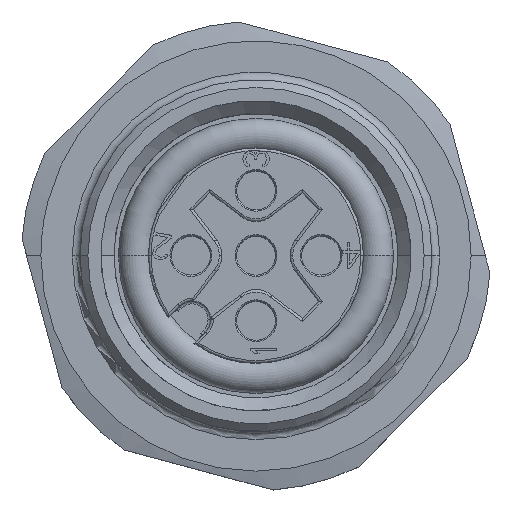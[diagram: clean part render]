
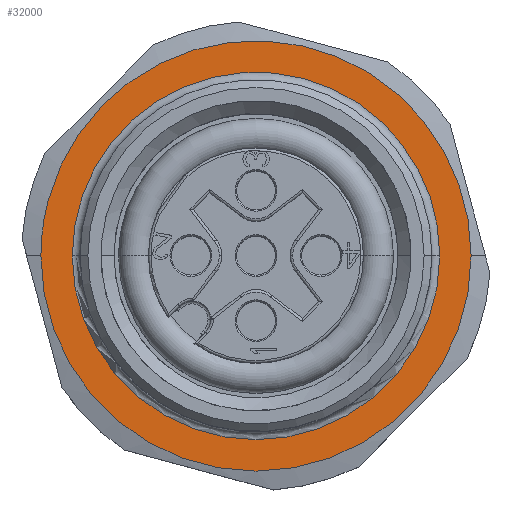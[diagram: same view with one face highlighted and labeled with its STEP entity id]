
A CAD part, top view. The second image highlights one B-rep face of the part: STEP entity #32000.
In plain terms, the highlighted planar face has unit normal (0, 0, 1).
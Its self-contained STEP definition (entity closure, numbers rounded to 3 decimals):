
#30910=CARTESIAN_POINT('',(7.05,0.,5.45));
#30920=VERTEX_POINT('',#30910);
#30950=CARTESIAN_POINT('',(0.,0.,5.45));
#30960=DIRECTION('',(0.,0.,-1.));
#30970=DIRECTION('',(-0.259,-0.966,0.));
#30980=AXIS2_PLACEMENT_3D('',#30950,#30960,#30970);
#30990=CIRCLE('',#30980,7.05);
#31000=CARTESIAN_POINT('',(-7.05,0.,5.45));
#31010=VERTEX_POINT('',#31000);
#31020=EDGE_CURVE('',#30920,#31010,#30990,.T.);
#31670=CARTESIAN_POINT('',(0.,0.,5.45));
#31680=DIRECTION('',(-0.,0.,-1.));
#31690=DIRECTION('',(-0.259,-0.966,0.));
#31700=AXIS2_PLACEMENT_3D('',#31670,#31680,#31690);
#31710=PLANE('',#31700);
#31720=CARTESIAN_POINT('',(0.,0.,5.45));
#31730=DIRECTION('',(0.,0.,-1.));
#31740=DIRECTION('',(-0.966,0.259,0.));
#31750=AXIS2_PLACEMENT_3D('',#31720,#31730,#31740);
#31760=CIRCLE('',#31750,8.254);
#31770=CARTESIAN_POINT('',(-7.972,2.136,5.45));
#31780=VERTEX_POINT('',#31770);
#31790=CARTESIAN_POINT('',(8.254,0.,
5.45));
#31800=VERTEX_POINT('',#31790);
#31810=EDGE_CURVE('',#31780,#31800,#31760,.T.);
#31820=ORIENTED_EDGE('',*,*,#31810,.F.);
#31830=CARTESIAN_POINT('',(-8.254,0.,5.45));
#31840=VERTEX_POINT('',#31830);
#31850=EDGE_CURVE('',#31800,#31840,#31760,.T.);
#31860=ORIENTED_EDGE('',*,*,#31850,.F.);
#31870=EDGE_CURVE('',#31840,#31780,#31760,.T.);
#31880=ORIENTED_EDGE('',*,*,#31870,.F.);
#31890=EDGE_LOOP('',(#31880,#31860,#31820));
#31900=FACE_OUTER_BOUND('',#31890,.T.);
#31910=ORIENTED_EDGE('',*,*,#31020,.T.);
#31920=CARTESIAN_POINT('',(1.825,6.81,5.45));
#31930=VERTEX_POINT('',#31920);
#31940=EDGE_CURVE('',#31930,#30920,#30990,.T.);
#31950=ORIENTED_EDGE('',*,*,#31940,.T.);
#31960=EDGE_CURVE('',#31010,#31930,#30990,.T.);
#31970=ORIENTED_EDGE('',*,*,#31960,.T.);
#31980=EDGE_LOOP('',(#31970,#31950,#31910));
#31990=FACE_BOUND('',#31980,.T.);
#32000=ADVANCED_FACE('',(#31900,#31990),#31710,.F.);
